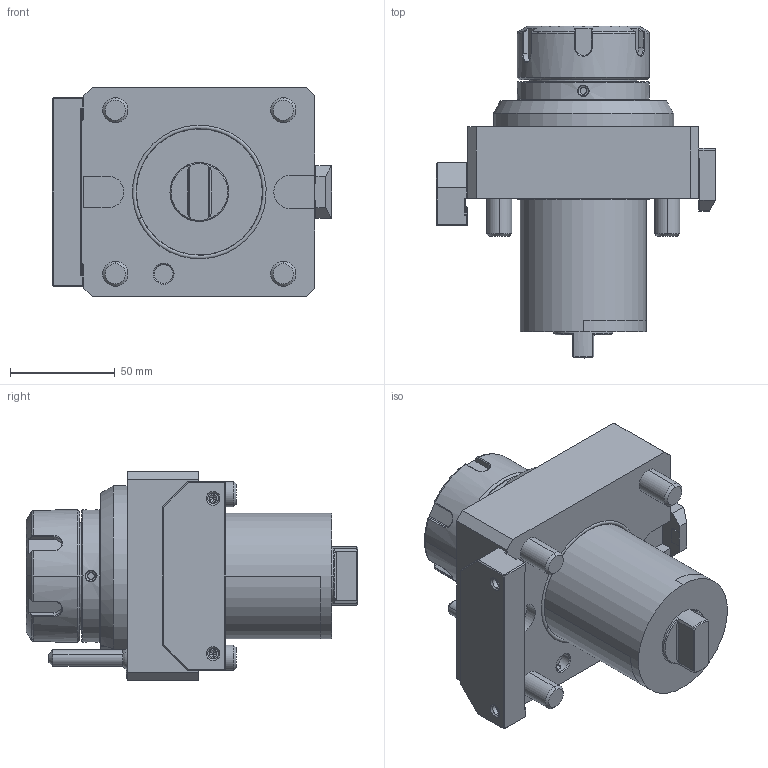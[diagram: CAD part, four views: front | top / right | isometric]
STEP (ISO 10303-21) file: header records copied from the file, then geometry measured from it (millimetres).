
FILE_DESCRIPTION((''),'2;1');
FILE_NAME('NGT2_60_101_40_1_JB','2022-08-13T',('vali'),('NOVA GRUP'),'PRO/ENGINEER BY PARAMETRIC TECHNOLOGY CORPORATION, 2010280','PRO/ENGINEER BY PARAMETRIC TECHNOLOGY CORPORATION, 2010280','');
FILE_SCHEMA(('CONFIG_CONTROL_DESIGN'));
Length unit declared in the file: millimetre
Products named in the file (1): NGT2_60_101_40_1_JB
Bounding box: 133 x 158.1 x 100 mm (x, y, z)
Volume: 772859.7 mm3; surface area: 76697.6 mm2
Topology: 1 solids, 1 shells, 350 faces, 853 edges, 518 vertices
Faces by surface type: plane 166, cylinder 88, cone 46, bspline 38, torus 10, sphere 2
Entity records: 14588 total; most frequent: CARTESIAN_POINT 6804, ORIENTED_EDGE 1682, DIRECTION 1445, EDGE_CURVE 841, VERTEX_POINT 518, AXIS2_PLACEMENT_3D 488, VECTOR 469, LINE 469
